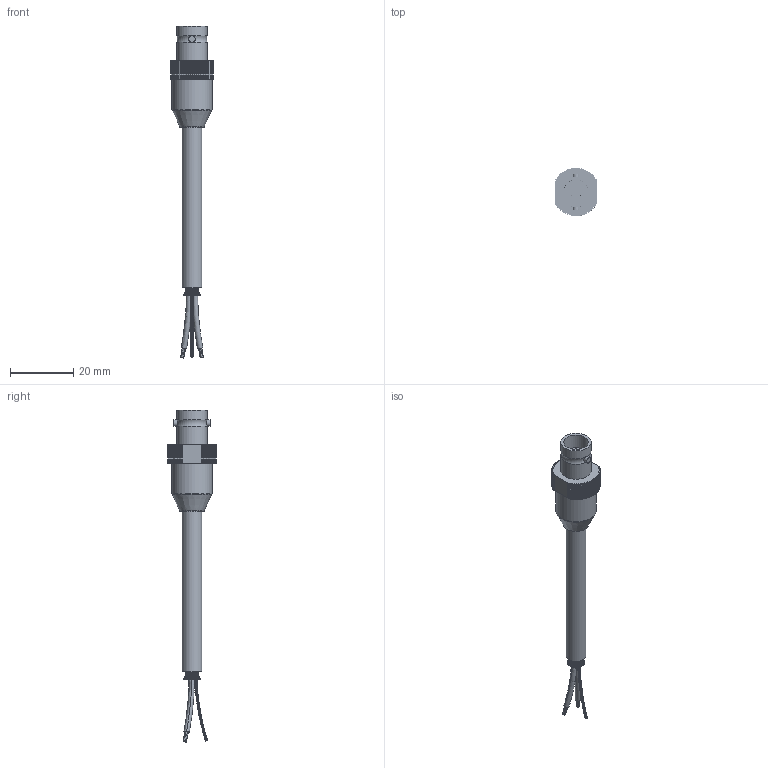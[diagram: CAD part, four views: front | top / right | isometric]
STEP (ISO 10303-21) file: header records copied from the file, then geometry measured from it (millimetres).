
FILE_DESCRIPTION(/* description */ (''),/* implementation_level */ '2;1');
FILE_NAME(/* name */ 'E.stp',/* time_stamp */ '2017-05-03T17:25:54-04:00',/* author */ ('aneininger'),/* organization */ (''),/* preprocessor_version */ 'ST-DEVELOPER v16.5',/* originating_system */ 'Autodesk Inventor 2017',/* authorisation */ '');
FILE_SCHEMA (('AUTOMOTIVE_DESIGN { 1 0 10303 214 3 1 1 }'));
Products named in the file (1): E
Bounding box: 13.46 x 15.24 x 104.78 mm (x, y, z)
Volume: 4661.8 mm3; surface area: 3567.3 mm2
Topology: 1 solids, 1 shells, 862 faces, 2841 edges, 1753 vertices
Faces by surface type: bspline 382, plane 345, cylinder 130, torus 4, cone 1
Full cylindrical faces by diameter (mm): 0.127 x19, 0.203 x38, 1.27 x1, 1.829 x1, 2.032 x2, 2.095 x1, 3.353 x1, 3.614 x1, 3.988 x1, 4.115 x1, 4.142 x1, 4.267 x1, 6.223 x1, 7.797 x1, 9.652 x2, 12.7 x1
Entity records: 47755 total; most frequent: CARTESIAN_POINT 23431, ORIENTED_EDGE 5452, DIRECTION 4791, EDGE_CURVE 2722, AXIS2_PLACEMENT_3D 2192, VERTEX_POINT 1711, CIRCLE 1647, EDGE_LOOP 1012
